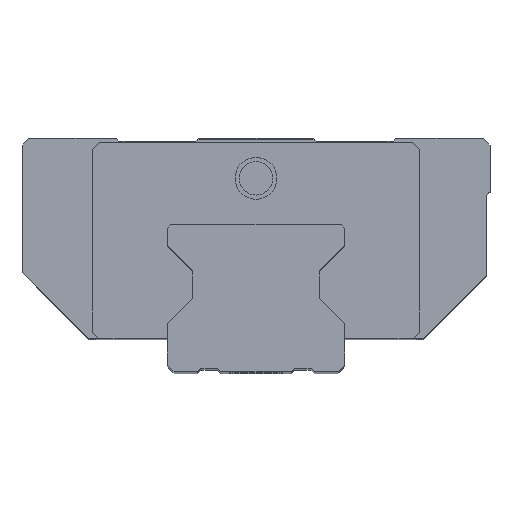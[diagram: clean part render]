
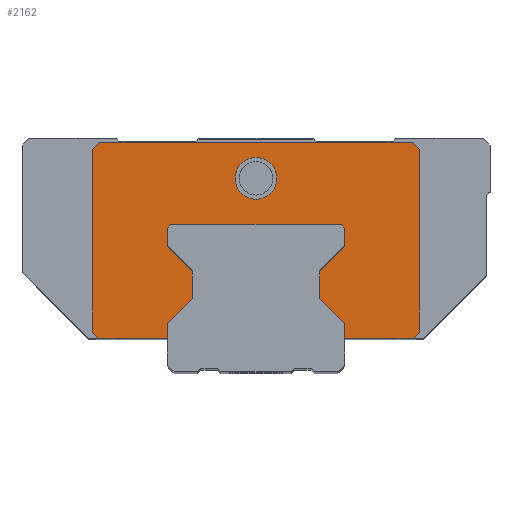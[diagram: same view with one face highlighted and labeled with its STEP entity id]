
A CAD part, top view. The second image highlights one B-rep face of the part: STEP entity #2162.
In plain terms, the highlighted planar face has unit normal (0, 0, 1).
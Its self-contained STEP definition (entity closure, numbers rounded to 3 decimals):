
#28=DIRECTION('',(1.,0.,0.));
#29=VECTOR('',#28,20.5);
#30=CARTESIAN_POINT('',(26.5,-60.,91.85));
#31=LINE('',#30,#29);
#54=DIRECTION('',(0.,1.,0.));
#55=VECTOR('',#54,54.7);
#56=CARTESIAN_POINT('',(49.,-58.,91.85));
#57=LINE('',#56,#55);
#98=DIRECTION('',(1.,0.,0.));
#99=VECTOR('',#98,93.8);
#100=CARTESIAN_POINT('',(-46.9,-1.2,91.85));
#101=LINE('',#100,#99);
#102=DIRECTION('',(0.707,-0.707,0.));
#103=VECTOR('',#102,2.97);
#104=CARTESIAN_POINT('',(46.9,-1.2,91.85));
#105=LINE('',#104,#103);
#106=DIRECTION('',(-0.707,-0.707,0.));
#107=VECTOR('',#106,2.828);
#108=CARTESIAN_POINT('',(49.,-58.,91.85));
#109=LINE('',#108,#107);
#110=DIRECTION('',(-0.707,0.707,0.));
#111=VECTOR('',#110,10.607);
#112=CARTESIAN_POINT('',(26.5,-55.554,91.85));
#113=LINE('',#112,#111);
#114=DIRECTION('',(0.707,0.707,0.));
#115=VECTOR('',#114,10.607);
#116=CARTESIAN_POINT('',(19.,-39.797,91.85));
#117=LINE('',#116,#115);
#118=DIRECTION('',(-0.707,0.707,0.));
#119=VECTOR('',#118,1.414);
#120=CARTESIAN_POINT('',(26.5,-27.,91.85));
#121=LINE('',#120,#119);
#122=DIRECTION('',(-0.707,-0.707,0.));
#123=VECTOR('',#122,1.414);
#124=CARTESIAN_POINT('',(-25.5,-26.,91.85));
#125=LINE('',#124,#123);
#126=DIRECTION('',(0.707,-0.707,0.));
#127=VECTOR('',#126,10.607);
#128=CARTESIAN_POINT('',(-26.5,-32.297,91.85));
#129=LINE('',#128,#127);
#130=DIRECTION('',(-0.707,-0.707,0.));
#131=VECTOR('',#130,10.607);
#132=CARTESIAN_POINT('',(-19.,-48.054,91.85));
#133=LINE('',#132,#131);
#134=DIRECTION('',(-0.707,0.707,0.));
#135=VECTOR('',#134,2.828);
#136=CARTESIAN_POINT('',(-47.,-60.,91.85));
#137=LINE('',#136,#135);
#138=DIRECTION('',(0.707,0.707,0.));
#139=VECTOR('',#138,2.97);
#140=CARTESIAN_POINT('',(-49.,-3.3,91.85));
#141=LINE('',#140,#139);
#142=CARTESIAN_POINT('',(0.,-12.,91.85));
#143=DIRECTION('',(0.,0.,1.));
#144=DIRECTION('',(1.,0.,0.));
#145=AXIS2_PLACEMENT_3D('',#142,#143,#144);
#147=CARTESIAN_POINT('',(0.,-12.,91.85));
#148=DIRECTION('',(0.,0.,1.));
#149=DIRECTION('',(-1.,0.,0.));
#150=AXIS2_PLACEMENT_3D('',#147,#148,#149);
#180=DIRECTION('',(0.,-1.,0.));
#181=VECTOR('',#180,54.7);
#182=CARTESIAN_POINT('',(-49.,-3.3,91.85));
#183=LINE('',#182,#181);
#262=DIRECTION('',(1.,0.,0.));
#263=VECTOR('',#262,20.5);
#264=CARTESIAN_POINT('',(-47.,-60.,91.85));
#265=LINE('',#264,#263);
#274=DIRECTION('',(0.,1.,0.));
#275=VECTOR('',#274,4.446);
#276=CARTESIAN_POINT('',(-26.5,-60.,91.85));
#277=LINE('',#276,#275);
#290=DIRECTION('',(0.,1.,0.));
#291=VECTOR('',#290,8.258);
#292=CARTESIAN_POINT('',(-19.,-48.054,91.85));
#293=LINE('',#292,#291);
#306=DIRECTION('',(0.,1.,0.));
#307=VECTOR('',#306,5.297);
#308=CARTESIAN_POINT('',(-26.5,-32.297,91.85));
#309=LINE('',#308,#307);
#322=DIRECTION('',(1.,0.,0.));
#323=VECTOR('',#322,51.);
#324=CARTESIAN_POINT('',(-25.5,-26.,91.85));
#325=LINE('',#324,#323);
#358=DIRECTION('',(0.,-1.,0.));
#359=VECTOR('',#358,5.297);
#360=CARTESIAN_POINT('',(26.5,-27.,91.85));
#361=LINE('',#360,#359);
#374=DIRECTION('',(0.,-1.,0.));
#375=VECTOR('',#374,8.258);
#376=CARTESIAN_POINT('',(19.,-39.797,91.85));
#377=LINE('',#376,#375);
#390=DIRECTION('',(0.,-1.,0.));
#391=VECTOR('',#390,4.446);
#392=CARTESIAN_POINT('',(26.5,-55.554,91.85));
#393=LINE('',#392,#391);
#1534=CARTESIAN_POINT('',(26.5,-60.,91.85));
#1535=VERTEX_POINT('',#1534);
#1536=CARTESIAN_POINT('',(47.,-60.,91.85));
#1537=VERTEX_POINT('',#1536);
#1704=CARTESIAN_POINT('',(-46.9,-1.2,91.85));
#1705=VERTEX_POINT('',#1704);
#1710=CARTESIAN_POINT('',(46.9,-1.2,91.85));
#1711=VERTEX_POINT('',#1710);
#1712=CARTESIAN_POINT('',(-49.,-3.3,91.85));
#1713=VERTEX_POINT('',#1712);
#1714=CARTESIAN_POINT('',(49.,-3.3,91.85));
#1715=VERTEX_POINT('',#1714);
#1716=CARTESIAN_POINT('',(49.,-58.,91.85));
#1717=VERTEX_POINT('',#1716);
#1718=CARTESIAN_POINT('',(26.5,-55.554,91.85));
#1719=VERTEX_POINT('',#1718);
#1720=CARTESIAN_POINT('',(19.,-48.054,91.85));
#1721=VERTEX_POINT('',#1720);
#1722=CARTESIAN_POINT('',(19.,-39.797,91.85));
#1723=VERTEX_POINT('',#1722);
#1724=CARTESIAN_POINT('',(26.5,-32.297,91.85));
#1725=VERTEX_POINT('',#1724);
#1726=CARTESIAN_POINT('',(26.5,-27.,91.85));
#1727=VERTEX_POINT('',#1726);
#1728=CARTESIAN_POINT('',(25.5,-26.,91.85));
#1729=VERTEX_POINT('',#1728);
#1730=CARTESIAN_POINT('',(-25.5,-26.,91.85));
#1731=VERTEX_POINT('',#1730);
#1732=CARTESIAN_POINT('',(-26.5,-27.,91.85));
#1733=VERTEX_POINT('',#1732);
#1734=CARTESIAN_POINT('',(-26.5,-32.297,91.85));
#1735=VERTEX_POINT('',#1734);
#1736=CARTESIAN_POINT('',(-19.,-39.797,91.85));
#1737=VERTEX_POINT('',#1736);
#1738=CARTESIAN_POINT('',(-19.,-48.054,91.85));
#1739=VERTEX_POINT('',#1738);
#1740=CARTESIAN_POINT('',(-26.5,-55.554,91.85));
#1741=VERTEX_POINT('',#1740);
#1742=CARTESIAN_POINT('',(-26.5,-60.,91.85));
#1743=VERTEX_POINT('',#1742);
#1744=CARTESIAN_POINT('',(-47.,-60.,91.85));
#1745=VERTEX_POINT('',#1744);
#1746=CARTESIAN_POINT('',(-49.,-58.,91.85));
#1747=VERTEX_POINT('',#1746);
#1748=CARTESIAN_POINT('',(6.25,-12.,91.85));
#1749=CARTESIAN_POINT('',(-6.25,-12.,91.85));
#1750=VERTEX_POINT('',#1748);
#1751=VERTEX_POINT('',#1749);
#2108=CARTESIAN_POINT('',(17.034,-0.4,91.85));
#2109=DIRECTION('',(0.,0.,1.));
#2110=DIRECTION('',(1.,0.,0.));
#2111=AXIS2_PLACEMENT_3D('',#2108,#2109,#2110);
#2112=PLANE('',#2111);
#2114=ORIENTED_EDGE('',*,*,#2113,.T.);
#2116=ORIENTED_EDGE('',*,*,#2115,.T.);
#2117=ORIENTED_EDGE('',*,*,#2058,.F.);
#2118=ORIENTED_EDGE('',*,*,#2100,.T.);
#2119=ORIENTED_EDGE('',*,*,#2017,.F.);
#2121=ORIENTED_EDGE('',*,*,#2120,.F.);
#2123=ORIENTED_EDGE('',*,*,#2122,.T.);
#2125=ORIENTED_EDGE('',*,*,#2124,.F.);
#2127=ORIENTED_EDGE('',*,*,#2126,.T.);
#2129=ORIENTED_EDGE('',*,*,#2128,.F.);
#2131=ORIENTED_EDGE('',*,*,#2130,.T.);
#2133=ORIENTED_EDGE('',*,*,#2132,.F.);
#2135=ORIENTED_EDGE('',*,*,#2134,.T.);
#2137=ORIENTED_EDGE('',*,*,#2136,.F.);
#2139=ORIENTED_EDGE('',*,*,#2138,.T.);
#2141=ORIENTED_EDGE('',*,*,#2140,.F.);
#2143=ORIENTED_EDGE('',*,*,#2142,.T.);
#2145=ORIENTED_EDGE('',*,*,#2144,.F.);
#2147=ORIENTED_EDGE('',*,*,#2146,.F.);
#2149=ORIENTED_EDGE('',*,*,#2148,.T.);
#2151=ORIENTED_EDGE('',*,*,#2150,.F.);
#2153=ORIENTED_EDGE('',*,*,#2152,.T.);
#2154=EDGE_LOOP('',(#2114,#2116,#2117,#2118,#2119,#2121,#2123,#2125,#2127,#2129,
#2131,#2133,#2135,#2137,#2139,#2141,#2143,#2145,#2147,#2149,#2151,#2153));
#2155=FACE_OUTER_BOUND('',#2154,.F.);
#2157=ORIENTED_EDGE('',*,*,#2156,.T.);
#2159=ORIENTED_EDGE('',*,*,#2158,.T.);
#2160=EDGE_LOOP('',(#2157,#2159));
#2161=FACE_BOUND('',#2160,.F.);
#2162=ADVANCED_FACE('',(#2155,#2161),#2112,.T.);
#146=CIRCLE('',#145,6.25);
#151=CIRCLE('',#150,6.25);
#2017=EDGE_CURVE('',#1535,#1537,#31,.T.);
#2058=EDGE_CURVE('',#1717,#1715,#57,.T.);
#2100=EDGE_CURVE('',#1717,#1537,#109,.T.);
#2113=EDGE_CURVE('',#1705,#1711,#101,.T.);
#2115=EDGE_CURVE('',#1711,#1715,#105,.T.);
#2120=EDGE_CURVE('',#1719,#1535,#393,.T.);
#2122=EDGE_CURVE('',#1719,#1721,#113,.T.);
#2124=EDGE_CURVE('',#1723,#1721,#377,.T.);
#2126=EDGE_CURVE('',#1723,#1725,#117,.T.);
#2128=EDGE_CURVE('',#1727,#1725,#361,.T.);
#2130=EDGE_CURVE('',#1727,#1729,#121,.T.);
#2132=EDGE_CURVE('',#1731,#1729,#325,.T.);
#2134=EDGE_CURVE('',#1731,#1733,#125,.T.);
#2136=EDGE_CURVE('',#1735,#1733,#309,.T.);
#2138=EDGE_CURVE('',#1735,#1737,#129,.T.);
#2140=EDGE_CURVE('',#1739,#1737,#293,.T.);
#2142=EDGE_CURVE('',#1739,#1741,#133,.T.);
#2144=EDGE_CURVE('',#1743,#1741,#277,.T.);
#2146=EDGE_CURVE('',#1745,#1743,#265,.T.);
#2148=EDGE_CURVE('',#1745,#1747,#137,.T.);
#2150=EDGE_CURVE('',#1713,#1747,#183,.T.);
#2152=EDGE_CURVE('',#1713,#1705,#141,.T.);
#2156=EDGE_CURVE('',#1750,#1751,#146,.T.);
#2158=EDGE_CURVE('',#1751,#1750,#151,.T.);
